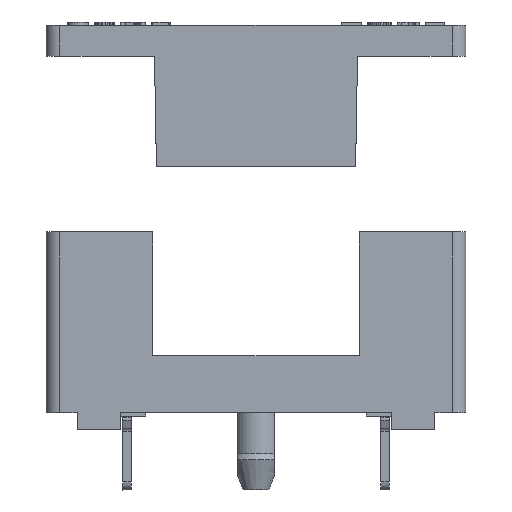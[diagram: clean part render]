
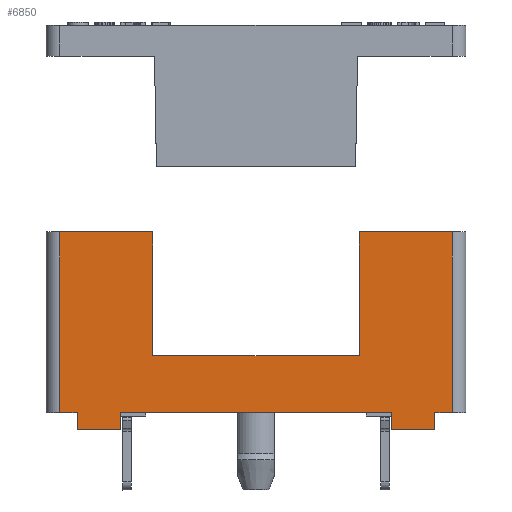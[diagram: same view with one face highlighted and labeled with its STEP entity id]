
A CAD part, front view. The second image highlights one B-rep face of the part: STEP entity #6850.
In plain terms, the highlighted planar face has unit normal (0, -1, 0).
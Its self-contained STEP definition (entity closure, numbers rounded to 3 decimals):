
#47 = VECTOR ( 'NONE', #10019, 1000. ) ;
#134 = EDGE_CURVE ( 'NONE', #8057, #7537, #9376, .T. ) ;
#577 = ORIENTED_EDGE ( 'NONE', *, *, #7458, .F. ) ;
#601 = LINE ( 'NONE', #6726, #8619 ) ;
#852 = VECTOR ( 'NONE', #5669, 1000. ) ;
#959 = CARTESIAN_POINT ( 'NONE',  ( 11.4, 0., 10. ) ) ;
#963 = EDGE_CURVE ( 'NONE', #8410, #3090, #1906, .T. ) ;
#986 = VERTEX_POINT ( 'NONE', #9073 ) ;
#1035 = LINE ( 'NONE', #8417, #1731 ) ;
#1066 = EDGE_CURVE ( 'NONE', #8614, #8262, #1035, .T. ) ;
#1100 = DIRECTION ( 'NONE',  ( 1., 0., 0. ) ) ;
#1181 = ORIENTED_EDGE ( 'NONE', *, *, #963, .T. ) ;
#1353 = CARTESIAN_POINT ( 'NONE',  ( 11.97, 0., 10. ) ) ;
#1385 = VERTEX_POINT ( 'NONE', #8766 ) ;
#1428 = VERTEX_POINT ( 'NONE', #7882 ) ;
#1437 = AXIS2_PLACEMENT_3D ( 'NONE', #5580, #4715, #7769 ) ;
#1511 = DIRECTION ( 'NONE',  ( -1., 0., 0. ) ) ;
#1594 = CARTESIAN_POINT ( 'NONE',  ( -11.4, 0., 10. ) ) ;
#1690 = VECTOR ( 'NONE', #11845, 1000. ) ;
#1731 = VECTOR ( 'NONE', #1100, 1000. ) ;
#1746 = VECTOR ( 'NONE', #6628, 1000. ) ;
#1812 = VECTOR ( 'NONE', #12965, 1000. ) ;
#1834 = ORIENTED_EDGE ( 'NONE', *, *, #9890, .T. ) ;
#1906 = LINE ( 'NONE', #1353, #1746 ) ;
#2423 = PLANE ( 'NONE',  #1437 ) ;
#2573 = CARTESIAN_POINT ( 'NONE',  ( -11.4, 0., -0.5 ) ) ;
#2678 = ORIENTED_EDGE ( 'NONE', *, *, #134, .T. ) ;
#2709 = LINE ( 'NONE', #4604, #10648 ) ;
#2799 = VECTOR ( 'NONE', #3156, 1000. ) ;
#3057 = CARTESIAN_POINT ( 'NONE',  ( 7.9, 0., -0.5 ) ) ;
#3074 = ORIENTED_EDGE ( 'NONE', *, *, #5622, .T. ) ;
#3090 = VERTEX_POINT ( 'NONE', #1594 ) ;
#3156 = DIRECTION ( 'NONE',  ( 0., 0., -1. ) ) ;
#3290 = CARTESIAN_POINT ( 'NONE',  ( 11.97, 0., -1.5 ) ) ;
#3372 = CARTESIAN_POINT ( 'NONE',  ( 6., 0., 10.288 ) ) ;
#3692 = LINE ( 'NONE', #7811, #852 ) ;
#3792 = EDGE_LOOP ( 'NONE', ( #8072, #10549, #10719, #11190, #9386, #11178, #9913, #1834, #3074, #13103, #7993, #9018, #1181, #6825, #2678, #577 ) ) ;
#3987 = CARTESIAN_POINT ( 'NONE',  ( -7.9, 0., -1.5 ) ) ;
#4144 = EDGE_CURVE ( 'NONE', #12102, #10499, #2709, .T. ) ;
#4274 = CARTESIAN_POINT ( 'NONE',  ( -6., 0., 2.8 ) ) ;
#4299 = VERTEX_POINT ( 'NONE', #6813 ) ;
#4473 = CARTESIAN_POINT ( 'NONE',  ( 11.97, 0., -0.5 ) ) ;
#4604 = CARTESIAN_POINT ( 'NONE',  ( 12.81, 0., -0.5 ) ) ;
#4661 = CARTESIAN_POINT ( 'NONE',  ( -10.4, 0., -0.475 ) ) ;
#4715 = DIRECTION ( 'NONE',  ( 0., -1., 0. ) ) ;
#4858 = CARTESIAN_POINT ( 'NONE',  ( -11.4, 0., 10.288 ) ) ;
#4864 = LINE ( 'NONE', #8655, #12693 ) ;
#5318 = FACE_OUTER_BOUND ( 'NONE', #3792, .T. ) ;
#5578 = LINE ( 'NONE', #13365, #2799 ) ;
#5580 = CARTESIAN_POINT ( 'NONE',  ( 11.97, 0., 10.288 ) ) ;
#5622 = EDGE_CURVE ( 'NONE', #11775, #1385, #10139, .T. ) ;
#5669 = DIRECTION ( 'NONE',  ( 0., 0., 1. ) ) ;
#5726 = EDGE_CURVE ( 'NONE', #1385, #1428, #13230, .T. ) ;
#6168 = VECTOR ( 'NONE', #6433, 1000. ) ;
#6433 = DIRECTION ( 'NONE',  ( 1., 0., 0. ) ) ;
#6628 = DIRECTION ( 'NONE',  ( -1., 0., 0. ) ) ;
#6724 = CARTESIAN_POINT ( 'NONE',  ( 11.97, 0., 2.8 ) ) ;
#6726 = CARTESIAN_POINT ( 'NONE',  ( 10.4, 0., 10.288 ) ) ;
#6813 = CARTESIAN_POINT ( 'NONE',  ( -7.9, 0., -0.5 ) ) ;
#6825 = ORIENTED_EDGE ( 'NONE', *, *, #12114, .T. ) ;
#6850 = ADVANCED_FACE ( 'NONE', ( #5318 ), #2423, .T. ) ;
#6882 = CARTESIAN_POINT ( 'NONE',  ( 11.4, 0., -0.5 ) ) ;
#6950 = EDGE_CURVE ( 'NONE', #10028, #8410, #3692, .T. ) ;
#7458 = EDGE_CURVE ( 'NONE', #8614, #7537, #9668, .T. ) ;
#7537 = VERTEX_POINT ( 'NONE', #12963 ) ;
#7751 = DIRECTION ( 'NONE',  ( -1., 0., 0. ) ) ;
#7769 = DIRECTION ( 'NONE',  ( 0., 0., -1. ) ) ;
#7791 = DIRECTION ( 'NONE',  ( 0., 0., 1. ) ) ;
#7811 = CARTESIAN_POINT ( 'NONE',  ( -6., 0., 10.288 ) ) ;
#7882 = CARTESIAN_POINT ( 'NONE',  ( 6., 0., 2.8 ) ) ;
#7993 = ORIENTED_EDGE ( 'NONE', *, *, #9191, .T. ) ;
#8011 = LINE ( 'NONE', #6724, #13073 ) ;
#8026 = DIRECTION ( 'NONE',  ( 1., 0., 0. ) ) ;
#8057 = VERTEX_POINT ( 'NONE', #2573 ) ;
#8072 = ORIENTED_EDGE ( 'NONE', *, *, #1066, .T. ) ;
#8081 = EDGE_CURVE ( 'NONE', #11166, #4299, #9827, .T. ) ;
#8262 = VERTEX_POINT ( 'NONE', #3987 ) ;
#8410 = VERTEX_POINT ( 'NONE', #9398 ) ;
#8417 = CARTESIAN_POINT ( 'NONE',  ( 11.97, 0., -1.5 ) ) ;
#8614 = VERTEX_POINT ( 'NONE', #8633 ) ;
#8619 = VECTOR ( 'NONE', #7791, 1000. ) ;
#8633 = CARTESIAN_POINT ( 'NONE',  ( -10.4, 0., -1.5 ) ) ;
#8655 = CARTESIAN_POINT ( 'NONE',  ( -7.9, 0., -0.475 ) ) ;
#8766 = CARTESIAN_POINT ( 'NONE',  ( 6., 0., 10. ) ) ;
#8772 = LINE ( 'NONE', #4858, #47 ) ;
#8793 = CARTESIAN_POINT ( 'NONE',  ( 12.81, 0., -0.5 ) ) ;
#8943 = LINE ( 'NONE', #3290, #6168 ) ;
#9018 = ORIENTED_EDGE ( 'NONE', *, *, #6950, .T. ) ;
#9073 = CARTESIAN_POINT ( 'NONE',  ( 10.4, 0., -1.5 ) ) ;
#9191 = EDGE_CURVE ( 'NONE', #1428, #10028, #8011, .T. ) ;
#9376 = LINE ( 'NONE', #4473, #9402 ) ;
#9386 = ORIENTED_EDGE ( 'NONE', *, *, #11854, .T. ) ;
#9398 = CARTESIAN_POINT ( 'NONE',  ( -6., 0., 10. ) ) ;
#9402 = VECTOR ( 'NONE', #8026, 1000. ) ;
#9485 = VECTOR ( 'NONE', #9841, 1000. ) ;
#9488 = DIRECTION ( 'NONE',  ( 0., 0., -1. ) ) ;
#9668 = LINE ( 'NONE', #4661, #1690 ) ;
#9827 = LINE ( 'NONE', #8793, #9485 ) ;
#9837 = CARTESIAN_POINT ( 'NONE',  ( 11.4, 0., 10.288 ) ) ;
#9841 = DIRECTION ( 'NONE',  ( -1., 0., 0. ) ) ;
#9890 = EDGE_CURVE ( 'NONE', #12102, #11775, #12789, .T. ) ;
#9913 = ORIENTED_EDGE ( 'NONE', *, *, #4144, .F. ) ;
#10019 = DIRECTION ( 'NONE',  ( 0., 0., -1. ) ) ;
#10028 = VERTEX_POINT ( 'NONE', #4274 ) ;
#10139 = LINE ( 'NONE', #12841, #1812 ) ;
#10147 = VECTOR ( 'NONE', #13057, 1000. ) ;
#10163 = CARTESIAN_POINT ( 'NONE',  ( 7.9, 0., -1.5 ) ) ;
#10499 = VERTEX_POINT ( 'NONE', #11253 ) ;
#10549 = ORIENTED_EDGE ( 'NONE', *, *, #12836, .F. ) ;
#10575 = EDGE_CURVE ( 'NONE', #11166, #12220, #5578, .T. ) ;
#10591 = VECTOR ( 'NONE', #9488, 1000. ) ;
#10648 = VECTOR ( 'NONE', #7751, 1000. ) ;
#10719 = ORIENTED_EDGE ( 'NONE', *, *, #8081, .F. ) ;
#11166 = VERTEX_POINT ( 'NONE', #3057 ) ;
#11178 = ORIENTED_EDGE ( 'NONE', *, *, #11412, .T. ) ;
#11190 = ORIENTED_EDGE ( 'NONE', *, *, #10575, .T. ) ;
#11253 = CARTESIAN_POINT ( 'NONE',  ( 10.4, 0., -0.5 ) ) ;
#11412 = EDGE_CURVE ( 'NONE', #986, #10499, #601, .T. ) ;
#11775 = VERTEX_POINT ( 'NONE', #959 ) ;
#11845 = DIRECTION ( 'NONE',  ( 0., 0., 1. ) ) ;
#11854 = EDGE_CURVE ( 'NONE', #12220, #986, #8943, .T. ) ;
#12102 = VERTEX_POINT ( 'NONE', #6882 ) ;
#12114 = EDGE_CURVE ( 'NONE', #3090, #8057, #8772, .T. ) ;
#12220 = VERTEX_POINT ( 'NONE', #10163 ) ;
#12693 = VECTOR ( 'NONE', #12723, 1000. ) ;
#12723 = DIRECTION ( 'NONE',  ( 0., 0., -1. ) ) ;
#12789 = LINE ( 'NONE', #9837, #10147 ) ;
#12836 = EDGE_CURVE ( 'NONE', #4299, #8262, #4864, .T. ) ;
#12841 = CARTESIAN_POINT ( 'NONE',  ( 11.97, 0., 10. ) ) ;
#12963 = CARTESIAN_POINT ( 'NONE',  ( -10.4, 0., -0.5 ) ) ;
#12965 = DIRECTION ( 'NONE',  ( -1., 0., 0. ) ) ;
#13057 = DIRECTION ( 'NONE',  ( 0., 0., 1. ) ) ;
#13073 = VECTOR ( 'NONE', #1511, 1000. ) ;
#13103 = ORIENTED_EDGE ( 'NONE', *, *, #5726, .T. ) ;
#13230 = LINE ( 'NONE', #3372, #10591 ) ;
#13365 = CARTESIAN_POINT ( 'NONE',  ( 7.9, 0., 10.288 ) ) ;
